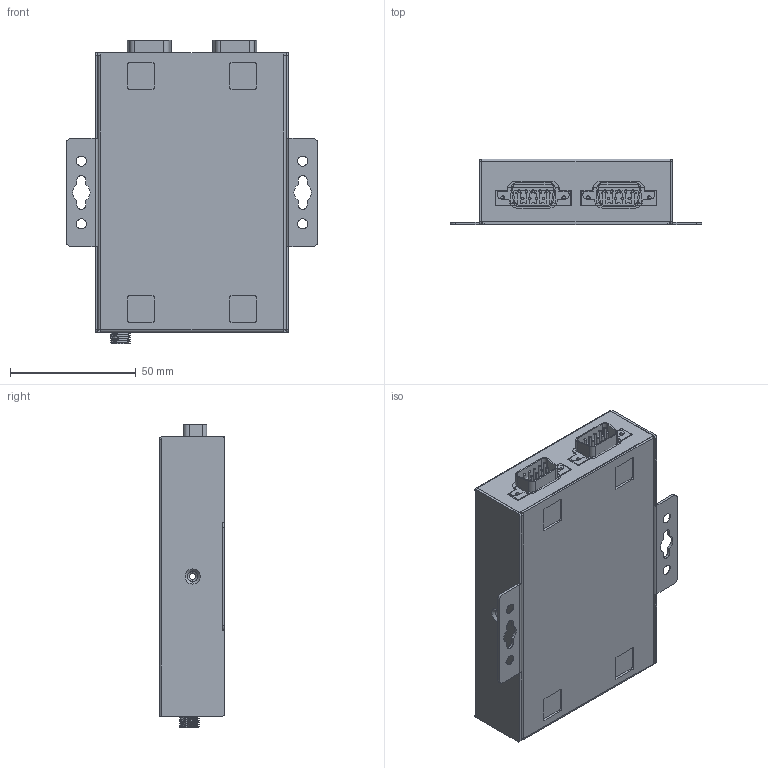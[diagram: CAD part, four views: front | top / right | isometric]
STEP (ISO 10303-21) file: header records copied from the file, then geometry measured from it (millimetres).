
FILE_DESCRIPTION((''),'2;1');
FILE_NAME('NPORT5200_SERIES_ASM','2010-11-22T',('Mini_Lu'),(''),'PRO/ENGINEER BY PARAMETRIC TECHNOLOGY CORPORATION, 2004320','PRO/ENGINEER BY PARAMETRIC TECHNOLOGY CORPORATION, 2004320','');
FILE_SCHEMA(('CONFIG_CONTROL_DESIGN'));
Length unit declared in the file: millimetre
Products named in the file (13): NPORT5200_BOT; MPCM_MGATE_NPORT5200; 1106999996900_LED_G-R3MM; 1111210511211-TB_ECH381R; 1126400091210_DB9M-THIN; 1111000000800_ECH350RM_3P; 1126005080300_RJ45_E5TAB; 1109000040700_TACKSW_90D; 1126007000800_PWRJACK_THREAD; NPORT5200_PCB_ASM_ASM; NPORT5200_TOP; NPORT5200-TB_TOP; NPORT5200_SERIES_ASM
Assembly tree (17 placements, depth 3):
  NPORT5200_SERIES_ASM
    NPORT5200_BOT
    NPORT5200_PCB_ASM_ASM
      MPCM_MGATE_NPORT5200
      1106999996900_LED_G-R3MM  x4
      1111210511211-TB_ECH381R  x2
      1126400091210_DB9M-THIN  x2
      1111000000800_ECH350RM_3P
      1126005080300_RJ45_E5TAB
      1109000040700_TACKSW_90D
      1126007000800_PWRJACK_THREAD
    NPORT5200_TOP
    NPORT5200-TB_TOP
Bounding box: 100 x 26 x 120.6 mm (x, y, z)
Volume: 70123.8 mm3; surface area: 124900.3 mm2
Topology: 33 solids, 33 shells, 1381 faces, 3413 edges, 2183 vertices
Faces by surface type: plane 747, cylinder 538, torus 44, cone 24, bspline 20, sphere 8
Entity records: 33198 total; most frequent: CARTESIAN_POINT 7202, DIRECTION 5576, ORIENTED_EDGE 5182, EDGE_CURVE 2591, AXIS2_PLACEMENT_3D 1962, VERTEX_POINT 1657, VECTOR 1652, LINE 1652
